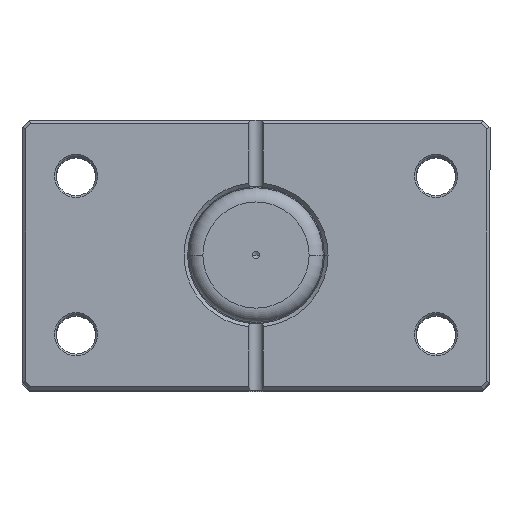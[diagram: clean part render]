
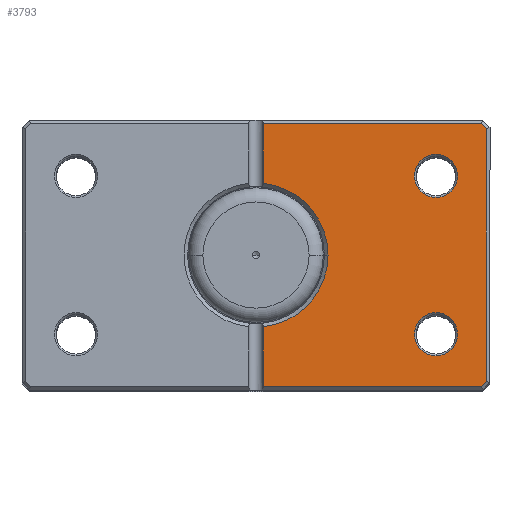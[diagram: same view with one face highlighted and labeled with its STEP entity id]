
A CAD part, top view. The second image highlights one B-rep face of the part: STEP entity #3793.
In plain terms, the highlighted face is planar.
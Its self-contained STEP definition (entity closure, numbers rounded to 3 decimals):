
#14 = VECTOR ( 'NONE', #3924, 1000. ) ;
#92 = VERTEX_POINT ( 'NONE', #1187 ) ;
#108 = EDGE_CURVE ( 'NONE', #225, #3141, #3095, .T. ) ;
#158 = CARTESIAN_POINT ( 'NONE',  ( -62.586, -36.5, 0. ) ) ;
#167 = VECTOR ( 'NONE', #3135, 1000. ) ;
#170 = ORIENTED_EDGE ( 'NONE', *, *, #3690, .T. ) ;
#183 = VECTOR ( 'NONE', #5383, 1000. ) ;
#225 = VERTEX_POINT ( 'NONE', #3518 ) ;
#287 = DIRECTION ( 'NONE',  ( 0., 0., 1. ) ) ;
#347 = ORIENTED_EDGE ( 'NONE', *, *, #4012, .T. ) ;
#372 = EDGE_CURVE ( 'NONE', #1832, #6002, #5285, .T. ) ;
#500 = VERTEX_POINT ( 'NONE', #5980 ) ;
#533 = DIRECTION ( 'NONE',  ( 1., 0., 0. ) ) ;
#588 = VERTEX_POINT ( 'NONE', #3857 ) ;
#599 = FACE_BOUND ( 'NONE', #3787, .T. ) ;
#663 = ORIENTED_EDGE ( 'NONE', *, *, #372, .T. ) ;
#787 = AXIS2_PLACEMENT_3D ( 'NONE', #2314, #2361, #2810 ) ;
#812 = AXIS2_PLACEMENT_3D ( 'NONE', #2865, #6341, #3344 ) ;
#887 = DIRECTION ( 'NONE',  ( 0.707, 0.707, 0. ) ) ;
#889 = LINE ( 'NONE', #5712, #2235 ) ;
#1176 = DIRECTION ( 'NONE',  ( 0., 0., 1. ) ) ;
#1187 = CARTESIAN_POINT ( 'NONE',  ( -2., -19.9, 0. ) ) ;
#1226 = EDGE_CURVE ( 'NONE', #3644, #92, #3521, .T. ) ;
#1278 = CARTESIAN_POINT ( 'NONE',  ( -49.543, -49.543, 0. ) ) ;
#1304 = CARTESIAN_POINT ( 'NONE',  ( -50., 22., 0. ) ) ;
#1410 = EDGE_LOOP ( 'NONE', ( #4884, #6238 ) ) ;
#1548 = LINE ( 'NONE', #5360, #183 ) ;
#1764 = VECTOR ( 'NONE', #5811, 1000. ) ;
#1814 = DIRECTION ( 'NONE',  ( 1., 0., 0. ) ) ;
#1832 = VERTEX_POINT ( 'NONE', #5073 ) ;
#1960 = CARTESIAN_POINT ( 'NONE',  ( -62.586, 36.5, 0. ) ) ;
#1979 = AXIS2_PLACEMENT_3D ( 'NONE', #4465, #4529, #4487 ) ;
#2063 = CIRCLE ( 'NONE', #3958, 6. ) ;
#2124 = CARTESIAN_POINT ( 'NONE',  ( -64., 0., 0. ) ) ;
#2138 = ORIENTED_EDGE ( 'NONE', *, *, #3719, .T. ) ;
#2231 = CARTESIAN_POINT ( 'NONE',  ( -56., -22., 0. ) ) ;
#2235 = VECTOR ( 'NONE', #2301, 1000. ) ;
#2301 = DIRECTION ( 'NONE',  ( 1., 0., 0. ) ) ;
#2314 = CARTESIAN_POINT ( 'NONE',  ( -50., 22., 0. ) ) ;
#2319 = VERTEX_POINT ( 'NONE', #5817 ) ;
#2346 = VECTOR ( 'NONE', #887, 1000. ) ;
#2361 = DIRECTION ( 'NONE',  ( 0., 0., 1. ) ) ;
#2538 = ORIENTED_EDGE ( 'NONE', *, *, #2981, .T. ) ;
#2554 = LINE ( 'NONE', #3454, #14 ) ;
#2684 = AXIS2_PLACEMENT_3D ( 'NONE', #6251, #287, #3758 ) ;
#2810 = DIRECTION ( 'NONE',  ( 1., 0., 0. ) ) ;
#2865 = CARTESIAN_POINT ( 'NONE',  ( -50., -22., 0. ) ) ;
#2981 = EDGE_CURVE ( 'NONE', #588, #500, #3363, .T. ) ;
#3095 = CIRCLE ( 'NONE', #787, 6. ) ;
#3135 = DIRECTION ( 'NONE',  ( 0., 1., 0. ) ) ;
#3141 = VERTEX_POINT ( 'NONE', #5940 ) ;
#3240 = FACE_BOUND ( 'NONE', #1410, .T. ) ;
#3298 = ORIENTED_EDGE ( 'NONE', *, *, #3874, .T. ) ;
#3303 = EDGE_CURVE ( 'NONE', #500, #3644, #5272, .T. ) ;
#3344 = DIRECTION ( 'NONE',  ( 1., 0., 0. ) ) ;
#3363 = LINE ( 'NONE', #5301, #1764 ) ;
#3364 = VECTOR ( 'NONE', #5702, 1000. ) ;
#3452 = ORIENTED_EDGE ( 'NONE', *, *, #5267, .T. ) ;
#3454 = CARTESIAN_POINT ( 'NONE',  ( -2., 37.5, 0. ) ) ;
#3493 = DIRECTION ( 'NONE',  ( 0., 0., 1. ) ) ;
#3518 = CARTESIAN_POINT ( 'NONE',  ( -44., 22., 0. ) ) ;
#3521 = CIRCLE ( 'NONE', #1979, 20. ) ;
#3551 = EDGE_CURVE ( 'NONE', #2319, #4289, #4170, .T. ) ;
#3644 = VERTEX_POINT ( 'NONE', #5356 ) ;
#3647 = EDGE_LOOP ( 'NONE', ( #2538, #3822, #5288, #170, #347, #4276, #663, #3298, #3452 ) ) ;
#3690 = EDGE_CURVE ( 'NONE', #92, #4218, #2554, .T. ) ;
#3719 = EDGE_CURVE ( 'NONE', #4289, #2319, #6362, .T. ) ;
#3758 = DIRECTION ( 'NONE',  ( 1., 0., 0. ) ) ;
#3787 = EDGE_LOOP ( 'NONE', ( #2138, #4724 ) ) ;
#3793 = ADVANCED_FACE ( 'NONE', ( #599, #3240, #4367 ), #4692, .F. ) ;
#3822 = ORIENTED_EDGE ( 'NONE', *, *, #3303, .T. ) ;
#3857 = CARTESIAN_POINT ( 'NONE',  ( -2., 36.5, 0. ) ) ;
#3874 = EDGE_CURVE ( 'NONE', #6002, #6028, #6098, .T. ) ;
#3924 = DIRECTION ( 'NONE',  ( 0., -1., 0. ) ) ;
#3958 = AXIS2_PLACEMENT_3D ( 'NONE', #1304, #4726, #1814 ) ;
#4012 = EDGE_CURVE ( 'NONE', #4218, #5171, #1548, .T. ) ;
#4090 = CARTESIAN_POINT ( 'NONE',  ( 0., 0., 0. ) ) ;
#4170 = CIRCLE ( 'NONE', #812, 6. ) ;
#4218 = VERTEX_POINT ( 'NONE', #4593 ) ;
#4276 = ORIENTED_EDGE ( 'NONE', *, *, #4846, .T. ) ;
#4289 = VERTEX_POINT ( 'NONE', #2231 ) ;
#4367 = FACE_OUTER_BOUND ( 'NONE', #3647, .T. ) ;
#4465 = CARTESIAN_POINT ( 'NONE',  ( 0., 0., 0. ) ) ;
#4487 = DIRECTION ( 'NONE',  ( 1., 0., 0. ) ) ;
#4529 = DIRECTION ( 'NONE',  ( 0., 0., 1. ) ) ;
#4593 = CARTESIAN_POINT ( 'NONE',  ( -2., -36.5, 0. ) ) ;
#4601 = DIRECTION ( 'NONE',  ( 1., 0., 0. ) ) ;
#4692 = PLANE ( 'NONE',  #2684 ) ;
#4724 = ORIENTED_EDGE ( 'NONE', *, *, #3551, .T. ) ;
#4726 = DIRECTION ( 'NONE',  ( 0., 0., 1. ) ) ;
#4774 = AXIS2_PLACEMENT_3D ( 'NONE', #6488, #3493, #533 ) ;
#4846 = EDGE_CURVE ( 'NONE', #5171, #1832, #6167, .T. ) ;
#4884 = ORIENTED_EDGE ( 'NONE', *, *, #5784, .T. ) ;
#5073 = CARTESIAN_POINT ( 'NONE',  ( -64., -35.086, 0. ) ) ;
#5171 = VERTEX_POINT ( 'NONE', #158 ) ;
#5267 = EDGE_CURVE ( 'NONE', #6028, #588, #889, .T. ) ;
#5272 = CIRCLE ( 'NONE', #6386, 20. ) ;
#5285 = LINE ( 'NONE', #2124, #167 ) ;
#5288 = ORIENTED_EDGE ( 'NONE', *, *, #1226, .T. ) ;
#5301 = CARTESIAN_POINT ( 'NONE',  ( -2., 37.5, 0. ) ) ;
#5317 = CARTESIAN_POINT ( 'NONE',  ( -49.543, 49.543, 0. ) ) ;
#5356 = CARTESIAN_POINT ( 'NONE',  ( -20., 0., 0. ) ) ;
#5360 = CARTESIAN_POINT ( 'NONE',  ( 0., -36.5, 0. ) ) ;
#5383 = DIRECTION ( 'NONE',  ( -1., 0., 0. ) ) ;
#5702 = DIRECTION ( 'NONE',  ( -0.707, 0.707, 0. ) ) ;
#5712 = CARTESIAN_POINT ( 'NONE',  ( 0., 36.5, 0. ) ) ;
#5784 = EDGE_CURVE ( 'NONE', #3141, #225, #2063, .T. ) ;
#5811 = DIRECTION ( 'NONE',  ( 0., -1., 0. ) ) ;
#5817 = CARTESIAN_POINT ( 'NONE',  ( -44., -22., 0. ) ) ;
#5862 = CARTESIAN_POINT ( 'NONE',  ( -64., 35.086, 0. ) ) ;
#5940 = CARTESIAN_POINT ( 'NONE',  ( -56., 22., 0. ) ) ;
#5980 = CARTESIAN_POINT ( 'NONE',  ( -2., 19.9, 0. ) ) ;
#6002 = VERTEX_POINT ( 'NONE', #5862 ) ;
#6028 = VERTEX_POINT ( 'NONE', #1960 ) ;
#6098 = LINE ( 'NONE', #5317, #2346 ) ;
#6167 = LINE ( 'NONE', #1278, #3364 ) ;
#6238 = ORIENTED_EDGE ( 'NONE', *, *, #108, .T. ) ;
#6251 = CARTESIAN_POINT ( 'NONE',  ( 0., 0., 0. ) ) ;
#6341 = DIRECTION ( 'NONE',  ( 0., 0., 1. ) ) ;
#6362 = CIRCLE ( 'NONE', #4774, 6. ) ;
#6386 = AXIS2_PLACEMENT_3D ( 'NONE', #4090, #1176, #4601 ) ;
#6488 = CARTESIAN_POINT ( 'NONE',  ( -50., -22., 0. ) ) ;
